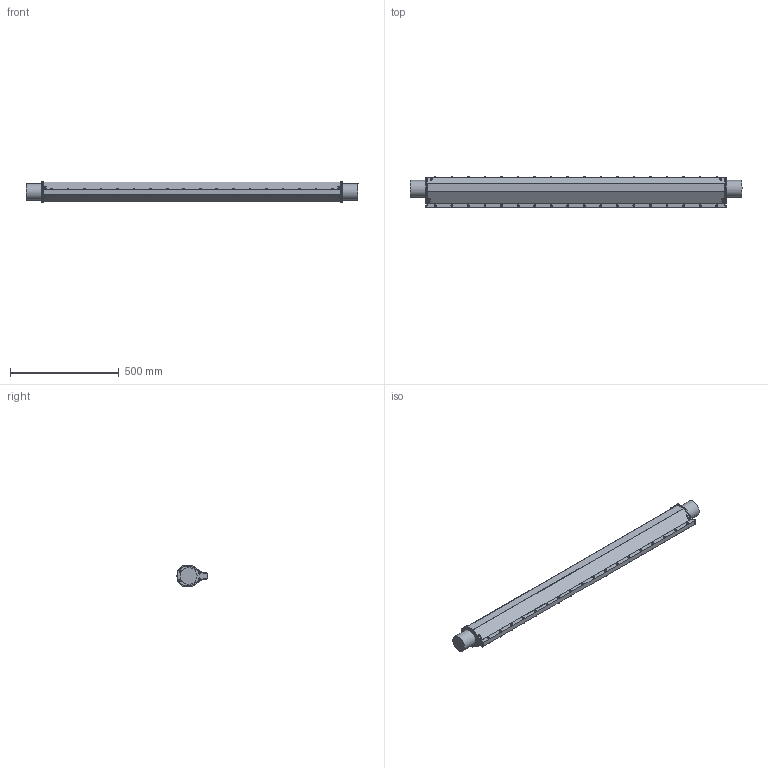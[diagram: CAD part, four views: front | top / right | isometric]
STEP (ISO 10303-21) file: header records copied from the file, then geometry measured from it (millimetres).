
FILE_DESCRIPTION(/* description */ (''),/* implementation_level */ '2;1');
FILE_NAME(/* name */ 'MAP2xxxxxx054 DUMMY.stp',/* time_stamp */ '2018-02-02T14:03:07-05:00',/* author */ ('James'),/* organization */ (''),/* preprocessor_version */ 'ST-DEVELOPER v16.5',/* originating_system */ 'Autodesk Inventor 2017',/* authorisation */ '');
FILE_SCHEMA (('AUTOMOTIVE_DESIGN { 1 0 10303 214 3 1 1 }'));
Products named in the file (1): MAP2xxxxxx054 DUMMY
Bounding box: 1528.78 x 139.7 x 96.52 mm (x, y, z)
Volume: 12199926.4 mm3; surface area: 577986.2 mm2
Topology: 1 solids, 1 shells, 1069 faces, 2332 edges, 1472 vertices
Faces by surface type: plane 453, cone 342, cylinder 182, sphere 38, bspline 36, torus 18
Full cylindrical faces by diameter (mm): 7.6 x8, 9 x44, 9.5 x12, 10.5 x18, 11 x30, 76.2 x2
Entity records: 68941 total; most frequent: CARTESIAN_POINT 47668, ORIENTED_EDGE 4216, DIRECTION 4150, EDGE_CURVE 2108, AXIS2_PLACEMENT_3D 1800, EDGE_LOOP 1426, VERTEX_POINT 1398, FACE_OUTER_BOUND 1069
